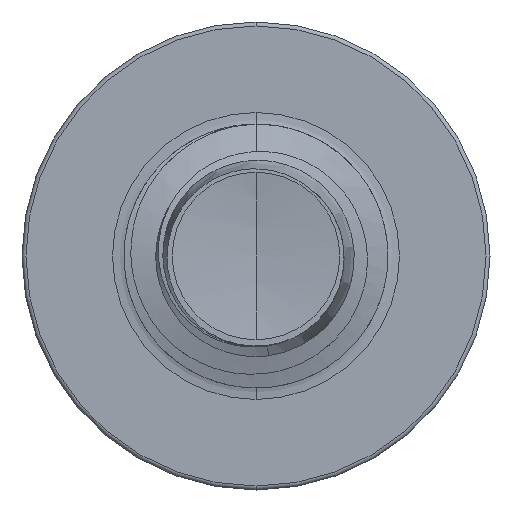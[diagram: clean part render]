
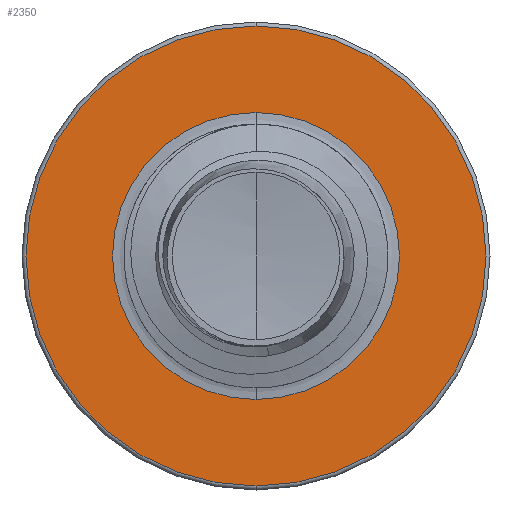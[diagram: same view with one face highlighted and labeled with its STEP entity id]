
A CAD part, front view. The second image highlights one B-rep face of the part: STEP entity #2350.
In plain terms, the highlighted planar face has unit normal (0, -1, 0).
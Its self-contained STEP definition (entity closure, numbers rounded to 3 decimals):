
#129 = CARTESIAN_POINT ( 'NONE',  ( 0., 2.25, -1.917 ) ) ;
#257 = CARTESIAN_POINT ( 'NONE',  ( 0., 2.25, -1.196 ) ) ;
#768 = AXIS2_PLACEMENT_3D ( 'NONE', #7351, #3023, #7932 ) ;
#816 = CIRCLE ( 'NONE', #768, 1.917 ) ;
#899 = PLANE ( 'NONE',  #6710 ) ;
#904 = AXIS2_PLACEMENT_3D ( 'NONE', #6382, #1590, #7002 ) ;
#978 = DIRECTION ( 'NONE',  ( 0., 1., 0. ) ) ;
#979 = DIRECTION ( 'NONE',  ( 0., 0., 1. ) ) ;
#1377 = AXIS2_PLACEMENT_3D ( 'NONE', #6694, #2034, #7302 ) ;
#1590 = DIRECTION ( 'NONE',  ( 0., 1., 0. ) ) ;
#1725 = CARTESIAN_POINT ( 'NONE',  ( 0., 2.25, 1.917 ) ) ;
#1786 = CARTESIAN_POINT ( 'NONE',  ( 0., 2.25, 1.196 ) ) ;
#2034 = DIRECTION ( 'NONE',  ( 0., 1., 0. ) ) ;
#2151 = CARTESIAN_POINT ( 'NONE',  ( 0., 2.25, 0. ) ) ;
#2265 = EDGE_LOOP ( 'NONE', ( #9029, #9073 ) ) ;
#2350 = ADVANCED_FACE ( 'NONE', ( #9606, #6127 ), #899, .F. ) ;
#3023 = DIRECTION ( 'NONE',  ( 0., 1., 0. ) ) ;
#3077 = DIRECTION ( 'NONE',  ( 0., 0., 1. ) ) ;
#3638 = EDGE_LOOP ( 'NONE', ( #9142, #8042 ) ) ;
#4143 = CIRCLE ( 'NONE', #7205, 1.196 ) ;
#6002 = CIRCLE ( 'NONE', #904, 1.917 ) ;
#6127 = FACE_BOUND ( 'NONE', #3638, .T. ) ;
#6314 = VERTEX_POINT ( 'NONE', #129 ) ;
#6382 = CARTESIAN_POINT ( 'NONE',  ( 0., 2.25, 0. ) ) ;
#6694 = CARTESIAN_POINT ( 'NONE',  ( 0., 2.25, 0. ) ) ;
#6710 = AXIS2_PLACEMENT_3D ( 'NONE', #257, #978, #979 ) ;
#7002 = DIRECTION ( 'NONE',  ( 0., 0., 1. ) ) ;
#7205 = AXIS2_PLACEMENT_3D ( 'NONE', #2151, #7389, #3077 ) ;
#7302 = DIRECTION ( 'NONE',  ( 0., 0., 1. ) ) ;
#7351 = CARTESIAN_POINT ( 'NONE',  ( 0., 2.25, 0. ) ) ;
#7389 = DIRECTION ( 'NONE',  ( 0., 1., 0. ) ) ;
#7454 = EDGE_CURVE ( 'NONE', #7684, #8322, #8184, .T. ) ;
#7684 = VERTEX_POINT ( 'NONE', #1786 ) ;
#7930 = EDGE_CURVE ( 'NONE', #8322, #7684, #4143, .T. ) ;
#7932 = DIRECTION ( 'NONE',  ( 0., 0., 1. ) ) ;
#8042 = ORIENTED_EDGE ( 'NONE', *, *, #7930, .T. ) ;
#8184 = CIRCLE ( 'NONE', #1377, 1.196 ) ;
#8322 = VERTEX_POINT ( 'NONE', #9301 ) ;
#8349 = EDGE_CURVE ( 'NONE', #8430, #6314, #6002, .T. ) ;
#8430 = VERTEX_POINT ( 'NONE', #1725 ) ;
#8501 = EDGE_CURVE ( 'NONE', #6314, #8430, #816, .T. ) ;
#9029 = ORIENTED_EDGE ( 'NONE', *, *, #8349, .F. ) ;
#9073 = ORIENTED_EDGE ( 'NONE', *, *, #8501, .F. ) ;
#9142 = ORIENTED_EDGE ( 'NONE', *, *, #7454, .T. ) ;
#9301 = CARTESIAN_POINT ( 'NONE',  ( 0., 2.25, -1.196 ) ) ;
#9606 = FACE_OUTER_BOUND ( 'NONE', #2265, .T. ) ;
